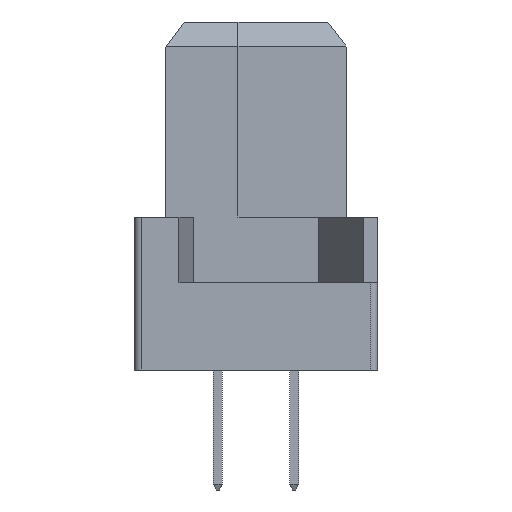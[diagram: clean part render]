
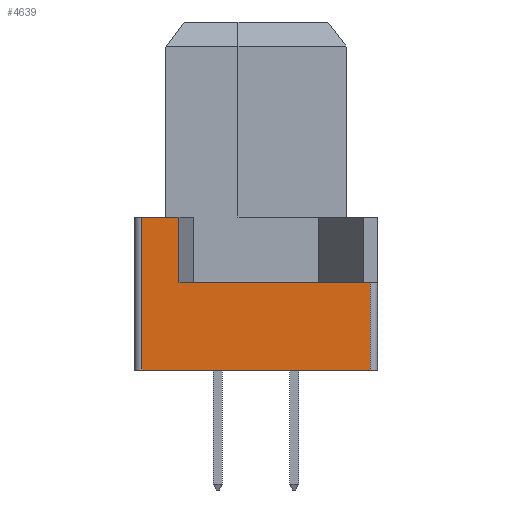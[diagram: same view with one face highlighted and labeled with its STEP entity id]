
A CAD part, left-side view. The second image highlights one B-rep face of the part: STEP entity #4639.
In plain terms, the highlighted planar face has unit normal (-1, 0, 0).
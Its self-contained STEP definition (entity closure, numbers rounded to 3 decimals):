
#97 = VERTEX_POINT ( 'NONE', #43467 ) ;
#695 = EDGE_CURVE ( 'E151782', #8258, #29274, #40583, .T. ) ;
#2010 = ORIENTED_EDGE ( 'NONE', *, *, #39288, .F. ) ;
#3036 = CARTESIAN_POINT ( 'NONE',  ( -47.5, -3.816, -11.6 ) ) ;
#3253 = AXIS2_PLACEMENT_3D ( 'NONE', #44506, #27134, #6185 ) ;
#3405 = ORIENTED_EDGE ( 'NONE', *, *, #23134, .F. ) ;
#3917 = EDGE_CURVE ( 'E149267', #24759, #10302, #19313, .T. ) ;
#4033 = ORIENTED_EDGE ( 'NONE', *, *, #29750, .T. ) ;
#4239 = CARTESIAN_POINT ( 'NONE',  ( -47.5, 2.567, 0.2 ) ) ;
#4401 = CARTESIAN_POINT ( 'NONE',  ( -47.5, 2.567, -6.5 ) ) ;
#4639 = ADVANCED_FACE ( 'E151774', ( #13810 ), #30504, .F. ) ;
#5581 = DIRECTION ( 'NONE',  ( 0., 1., 0. ) ) ;
#6185 = DIRECTION ( 'NONE',  ( 0., 1., 0. ) ) ;
#6403 = EDGE_CURVE ( 'E149512', #29274, #97, #24707, .T. ) ;
#6650 = CARTESIAN_POINT ( 'NONE',  ( -47.5, 3.816, 0.2 ) ) ;
#6713 = ORIENTED_EDGE ( 'NONE', *, *, #6403, .T. ) ;
#6998 = EDGE_LOOP ( 'NONE', ( #2010, #42947, #6713, #4033, #3405, #41230 ) ) ;
#8258 = VERTEX_POINT ( 'NONE', #19013 ) ;
#10302 = VERTEX_POINT ( 'NONE', #3036 ) ;
#12770 = VECTOR ( 'NONE', #5581, 1000. ) ;
#13810 = FACE_OUTER_BOUND ( 'NONE', #6998, .T. ) ;
#13876 = LINE ( 'NONE', #26539, #12770 ) ;
#15454 = CARTESIAN_POINT ( 'NONE',  ( -47.5, -3.816, 0.2 ) ) ;
#16481 = CARTESIAN_POINT ( 'NONE',  ( -47.5, 3.816, -6.5 ) ) ;
#19013 = CARTESIAN_POINT ( 'NONE',  ( -47.5, 2.567, -8.7 ) ) ;
#19313 = LINE ( 'NONE', #15454, #36764 ) ;
#19855 = VECTOR ( 'NONE', #29298, 1000. ) ;
#21679 = DIRECTION ( 'NONE',  ( 0., 0., 1. ) ) ;
#22470 = DIRECTION ( 'NONE',  ( 0., 0., -1. ) ) ;
#23134 = EDGE_CURVE ( 'E39060', #10302, #26759, #13876, .T. ) ;
#24707 = LINE ( 'NONE', #16481, #41056 ) ;
#24759 = VERTEX_POINT ( 'NONE', #26378 ) ;
#25644 = CARTESIAN_POINT ( 'NONE',  ( -47.5, 3.816, -8.7 ) ) ;
#26112 = VECTOR ( 'NONE', #27737, 1000. ) ;
#26378 = CARTESIAN_POINT ( 'NONE',  ( -47.5, -3.816, -8.7 ) ) ;
#26539 = CARTESIAN_POINT ( 'NONE',  ( -47.5, 3.816, -11.6 ) ) ;
#26759 = VERTEX_POINT ( 'NONE', #41362 ) ;
#27134 = DIRECTION ( 'NONE',  ( 1., 0., 0. ) ) ;
#27737 = DIRECTION ( 'NONE',  ( 0., 0., -1. ) ) ;
#29114 = VECTOR ( 'NONE', #21679, 1000. ) ;
#29274 = VERTEX_POINT ( 'NONE', #4401 ) ;
#29298 = DIRECTION ( 'NONE',  ( 0., -1., 0. ) ) ;
#29750 = EDGE_CURVE ( 'E151754', #97, #26759, #44654, .T. ) ;
#30504 = PLANE ( 'NONE',  #3253 ) ;
#36764 = VECTOR ( 'NONE', #22470, 1000. ) ;
#38410 = LINE ( 'NONE', #25644, #19855 ) ;
#39288 = EDGE_CURVE ( 'E149018', #8258, #24759, #38410, .T. ) ;
#40583 = LINE ( 'NONE', #4239, #29114 ) ;
#40886 = DIRECTION ( 'NONE',  ( 0., 1., 0. ) ) ;
#41056 = VECTOR ( 'NONE', #40886, 1000. ) ;
#41230 = ORIENTED_EDGE ( 'NONE', *, *, #3917, .F. ) ;
#41362 = CARTESIAN_POINT ( 'NONE',  ( -47.5, 3.816, -11.6 ) ) ;
#42947 = ORIENTED_EDGE ( 'NONE', *, *, #695, .T. ) ;
#43467 = CARTESIAN_POINT ( 'NONE',  ( -47.5, 3.816, -6.5 ) ) ;
#44506 = CARTESIAN_POINT ( 'NONE',  ( -47.5, 3.816, 0.2 ) ) ;
#44654 = LINE ( 'NONE', #6650, #26112 ) ;
